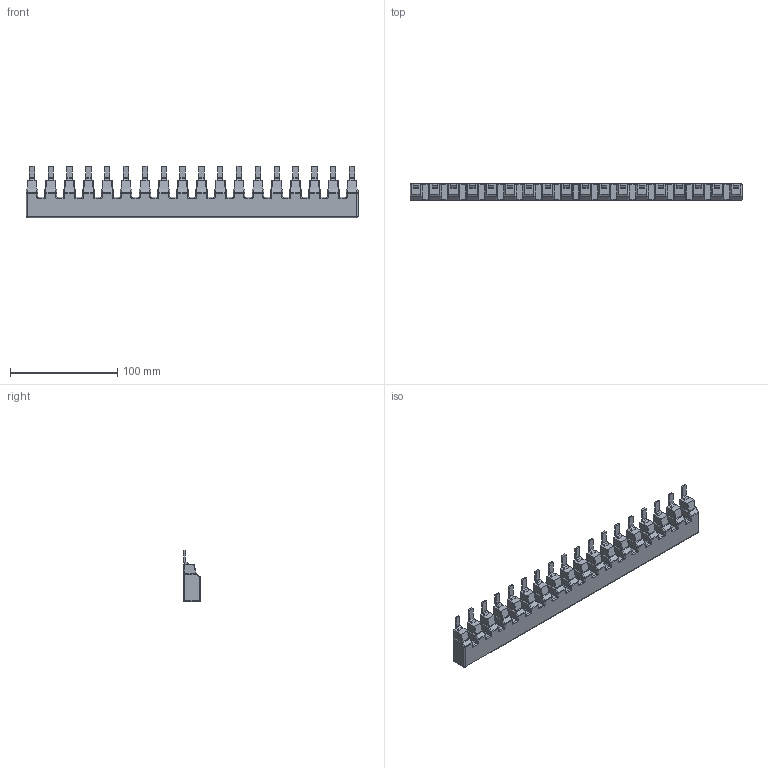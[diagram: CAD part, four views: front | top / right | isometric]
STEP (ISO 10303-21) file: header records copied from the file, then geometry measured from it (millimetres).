
FILE_DESCRIPTION(/* description */ ('1100 Series MCB Accessories,Bus bar, 115A, 18 Pins, for UL489 2 Pole MCBs'),/* implementation_level */ '2;1');
FILE_NAME(/* name */ '1100-B2M182.stp',/* time_stamp */ '2021-02-09T15:37:23+05:00',/* author */ ('Suhas'),/* organization */ (''),/* preprocessor_version */ 'ST-DEVELOPER v18.1',/* originating_system */ 'Autodesk Inventor 2021',/* authorisation */ '');
FILE_SCHEMA (('AUTOMOTIVE_DESIGN { 1 0 10303 214 3 1 1 }'));
Length unit declared in the file: millimetre
Products named in the file (1): 11C90013X01
Bounding box: 310.2 x 15.5 x 48.5 mm (x, y, z)
Volume: 130417 mm3; surface area: 36731.6 mm2
Topology: 1 solids, 1 shells, 914 faces, 2262 edges, 1292 vertices
Faces by surface type: cylinder 408, plane 326, sphere 76, torus 68, bspline 36
Entity records: 28399 total; most frequent: CARTESIAN_POINT 5951, DIRECTION 4720, ORIENTED_EDGE 4372, EDGE_CURVE 2186, AXIS2_PLACEMENT_3D 1715, VERTEX_POINT 1292, LINE 1290, VECTOR 1290
